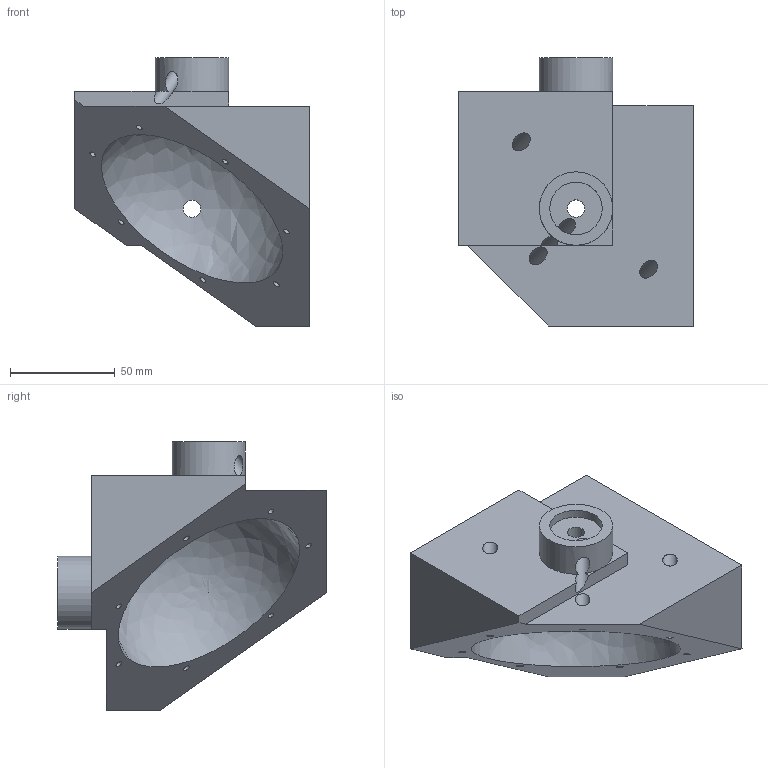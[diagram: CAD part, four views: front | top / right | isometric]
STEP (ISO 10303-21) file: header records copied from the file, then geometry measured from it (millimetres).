
FILE_DESCRIPTION(/* description */ (''),/* implementation_level */ '2;1');
FILE_NAME(/* name */ 'Ulbricht-Sphere2_part2',/* time_stamp */ '2025-08-02T15:27:39+02:00',/* author */ (''),/* organization */ (''),/* preprocessor_version */ 'ST-DEVELOPER v19.2',/* originating_system */ 'Rhino 8.22',/* authorisation */ '');
FILE_SCHEMA (('CONFIG_CONTROL_DESIGN'));
Length unit declared in the file: millimetre
Products named in the file (1): Document
Bounding box: 112 x 128 x 128 mm (x, y, z)
Volume: 380008.8 mm3; surface area: 67575.9 mm2
Topology: 1 solids, 1 shells, 49 faces, 118 edges, 77 vertices
Faces by surface type: plane 26, cylinder 22, bspline 1
Full cylindrical faces by diameter (mm): 3.2 x7, 7 x8, 8.3 x2, 25.04 x2, 35.04 x2
Entity records: 2024 total; most frequent: CARTESIAN_POINT 937, ORIENTED_EDGE 234, DIRECTION 131, EDGE_CURVE 117, AXIS2_PLACEMENT_3D 89, VERTEX_POINT 77, EDGE_LOOP 76, B_SPLINE_CURVE_WITH_KNOTS 54
